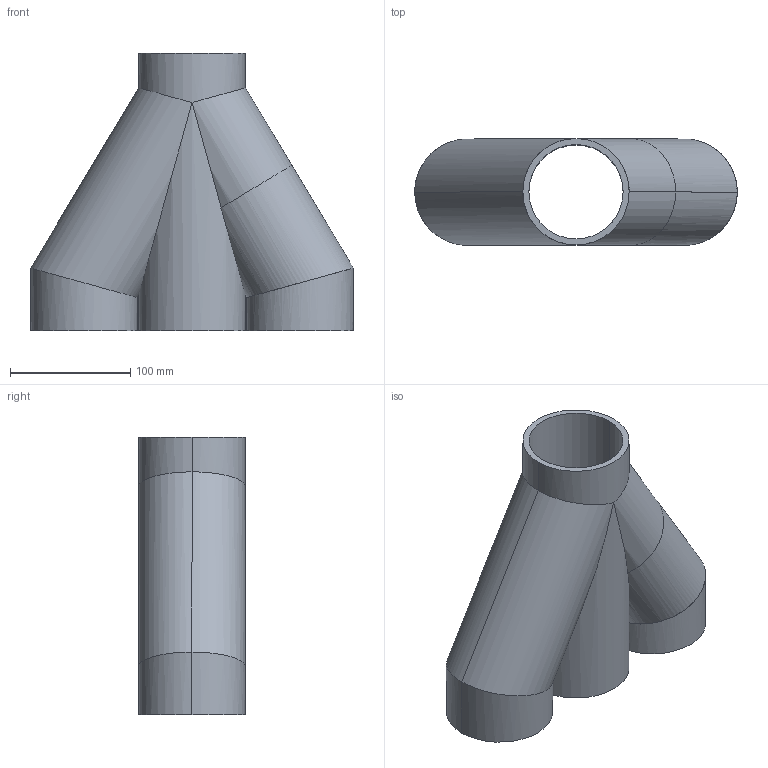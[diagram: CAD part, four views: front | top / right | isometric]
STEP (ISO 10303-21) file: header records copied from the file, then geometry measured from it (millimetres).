
FILE_DESCRIPTION (( 'STEP AP214' ), '1' );
FILE_NAME ('pipe.STEP', '2023-12-11T17:26:29', ( '' ), ( '' ), 'SwSTEP 2.0', 'SolidWorks 2021', '' );
FILE_SCHEMA (( 'AUTOMOTIVE_DESIGN' ));
Length unit declared in the file: millimetre
Products named in the file (1): pipe
Bounding box: 268.53 x 88.53 x 231.13 mm (x, y, z)
Volume: 861241.8 mm3; surface area: 345129.1 mm2
Topology: 2 solids, 2 shells, 41 faces, 86 edges, 50 vertices
Faces by surface type: cylinder 35, plane 6
Entity records: 1579 total; most frequent: CARTESIAN_POINT 720, ORIENTED_EDGE 172, DIRECTION 164, EDGE_CURVE 86, AXIS2_PLACEMENT_3D 66, VERTEX_POINT 50, EDGE_LOOP 46, ADVANCED_FACE 41
